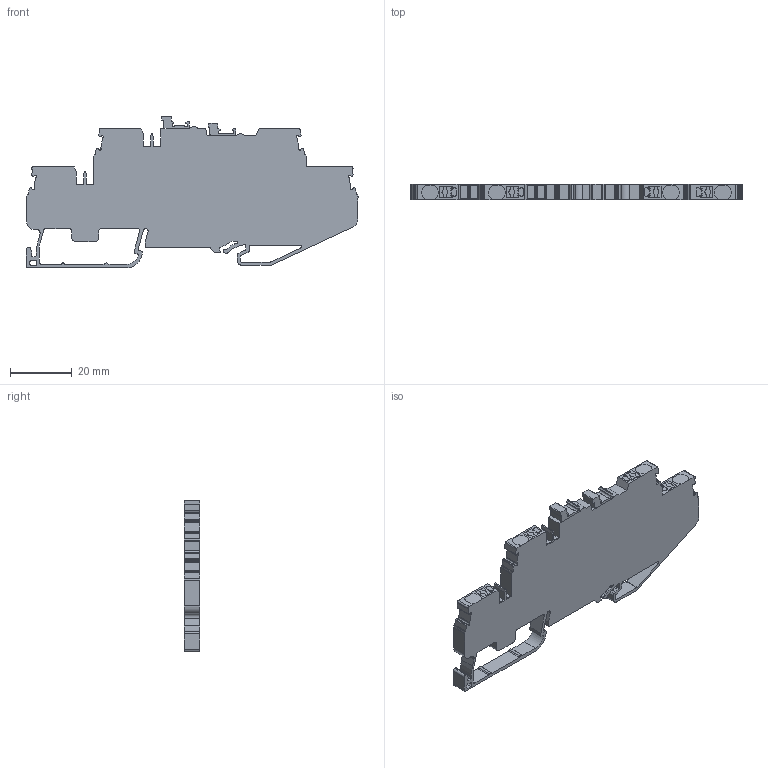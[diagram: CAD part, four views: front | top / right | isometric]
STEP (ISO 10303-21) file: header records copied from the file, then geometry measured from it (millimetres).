
FILE_DESCRIPTION(/* description */ ('Unknown'),/* implementation_level */ '2;1');
FILE_NAME(/* name */ 'CPDLK2.5',/* time_stamp */ '2018-07-30T14:28:00+06:00',/* author */ ('Unknown'),/* organization */ ('Unknown'),/* preprocessor_version */ 'ST-DEVELOPER v16.7',/* originating_system */ 'DEX',/* authorisation */ $);
FILE_SCHEMA (('AUTOMOTIVE_DESIGN { 1 0 10303 214 3 1 1 }','AUTOMOTIVE_DESIGN {1 0 10303 214 3 1 1}'));
Length unit declared in the file: millimetre
Products named in the file (1): CPDLK2.5
Bounding box: 107.25 x 5 x 49.1 mm (x, y, z)
Volume: 16719.4 mm3; surface area: 9553.6 mm2
Topology: 1 solids, 1 shells, 504 faces, 1485 edges, 987 vertices
Faces by surface type: plane 292, cylinder 206, bspline 6
Entity records: 20636 total; most frequent: CARTESIAN_POINT 3259, ORIENTED_EDGE 2970, DIRECTION 2885, EDGE_CURVE 1485, LINE 1059, VECTOR 1059, VERTEX_POINT 987, AXIS2_PLACEMENT_3D 913
